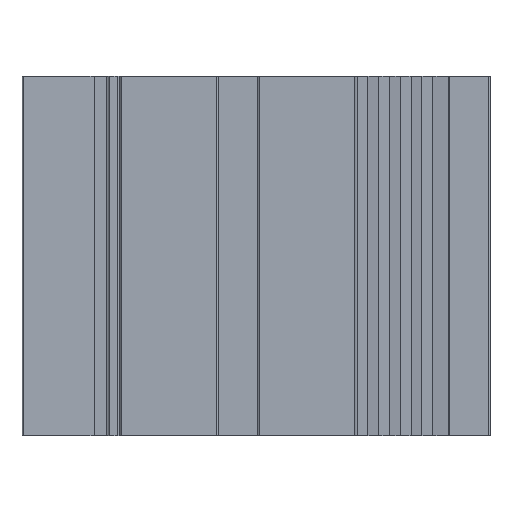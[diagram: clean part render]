
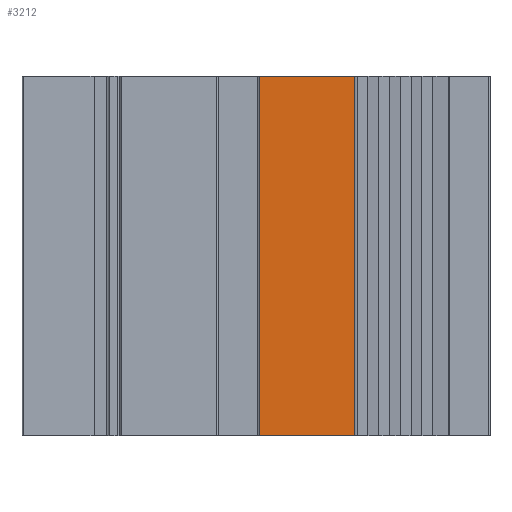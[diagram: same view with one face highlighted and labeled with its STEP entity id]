
A CAD part, front view. The second image highlights one B-rep face of the part: STEP entity #3212.
In plain terms, the highlighted planar face has unit normal (0, -1, 0).
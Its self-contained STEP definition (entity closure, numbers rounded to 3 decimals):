
#784 = DIRECTION ( 'NONE',  ( 0., 0., 1. ) ) ;
#983 = LINE ( 'NONE', #2724, #3615 ) ;
#1211 = CARTESIAN_POINT ( 'NONE',  ( 32.398, -7.5, 0. ) ) ;
#1281 = LINE ( 'NONE', #2957, #1782 ) ;
#1368 = DIRECTION ( 'NONE',  ( 0., 0., 1. ) ) ;
#1373 = EDGE_CURVE ( 'NONE', #2861, #2238, #3089, .T. ) ;
#1782 = VECTOR ( 'NONE', #4330, 1000. ) ;
#1818 = ORIENTED_EDGE ( 'NONE', *, *, #1373, .F. ) ;
#1855 = CARTESIAN_POINT ( 'NONE',  ( 6., -7.5, -100. ) ) ;
#2200 = EDGE_CURVE ( 'NONE', #4148, #2647, #5091, .T. ) ;
#2238 = VERTEX_POINT ( 'NONE', #3327 ) ;
#2481 = CARTESIAN_POINT ( 'NONE',  ( 32.398, -7.5, -100. ) ) ;
#2572 = DIRECTION ( 'NONE',  ( -1., 0., 0. ) ) ;
#2647 = VERTEX_POINT ( 'NONE', #1211 ) ;
#2724 = CARTESIAN_POINT ( 'NONE',  ( 7.676, -7.5, 0. ) ) ;
#2779 = VECTOR ( 'NONE', #4432, 1000. ) ;
#2861 = VERTEX_POINT ( 'NONE', #4881 ) ;
#2957 = CARTESIAN_POINT ( 'NONE',  ( 32.398, -7.5, -100. ) ) ;
#2985 = FACE_OUTER_BOUND ( 'NONE', #3335, .T. ) ;
#3011 = CARTESIAN_POINT ( 'NONE',  ( 7.676, -7.5, -100. ) ) ;
#3089 = LINE ( 'NONE', #1855, #2779 ) ;
#3212 = ADVANCED_FACE ( 'NONE', ( #2985 ), #3448, .F. ) ;
#3327 = CARTESIAN_POINT ( 'NONE',  ( 6., -7.5, 0. ) ) ;
#3335 = EDGE_LOOP ( 'NONE', ( #4064, #1818, #4691, #5255 ) ) ;
#3448 = PLANE ( 'NONE',  #5042 ) ;
#3615 = VECTOR ( 'NONE', #2572, 1000. ) ;
#3817 = VECTOR ( 'NONE', #784, 1000. ) ;
#4064 = ORIENTED_EDGE ( 'NONE', *, *, #5047, .T. ) ;
#4148 = VERTEX_POINT ( 'NONE', #5246 ) ;
#4330 = DIRECTION ( 'NONE',  ( -1., 0., 0. ) ) ;
#4432 = DIRECTION ( 'NONE',  ( 0., 0., 1. ) ) ;
#4436 = EDGE_CURVE ( 'NONE', #4148, #2861, #1281, .T. ) ;
#4691 = ORIENTED_EDGE ( 'NONE', *, *, #4436, .F. ) ;
#4881 = CARTESIAN_POINT ( 'NONE',  ( 6., -7.5, -100. ) ) ;
#5042 = AXIS2_PLACEMENT_3D ( 'NONE', #3011, #5133, #1368 ) ;
#5047 = EDGE_CURVE ( 'NONE', #2647, #2238, #983, .T. ) ;
#5091 = LINE ( 'NONE', #2481, #3817 ) ;
#5133 = DIRECTION ( 'NONE',  ( 0., 1., 0. ) ) ;
#5246 = CARTESIAN_POINT ( 'NONE',  ( 32.398, -7.5, -100. ) ) ;
#5255 = ORIENTED_EDGE ( 'NONE', *, *, #2200, .T. ) ;
